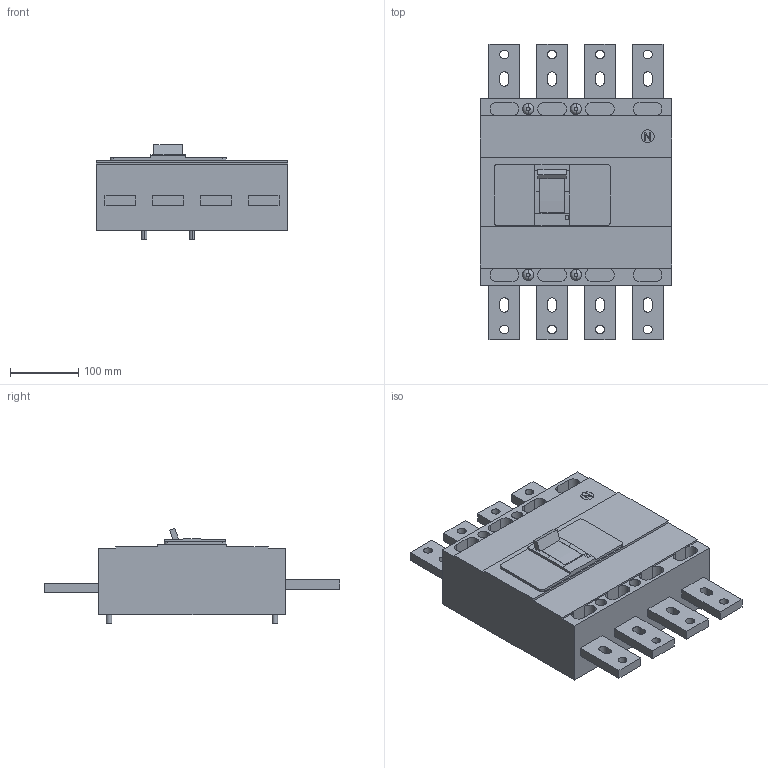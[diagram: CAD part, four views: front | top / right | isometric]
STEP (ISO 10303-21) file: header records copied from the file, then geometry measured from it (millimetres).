
FILE_DESCRIPTION(('CoCreate Modeling STEP Export'),'2;1');
FILE_NAME('Ｓ１０００ＣＥ４Ｆ.stp','2014-03-31T 8:10:14',(''),(''),'CoCreate Modeling STEP processor for AP214 (Solid Model)','CoCreate Modeling 17.0 01-Apr-2010 (C) Parametric Technology GmbH','');
FILE_SCHEMA(('AUTOMOTIVE_DESIGN { 1 0 10303 214 1 1 1 1 }'));
Length unit declared in the file: millimetre
Products named in the file (3): P1; P2.3; Ｓ１０００ＣＥ４Ｆ
Assembly tree (5 placements, depth 2):
  Ｓ１０００ＣＥ４Ｆ
    P2.3  x4
    P1
Bounding box: 280 x 433 x 139.18 mm (x, y, z)
Volume: 7561093.7 mm3; surface area: 444485.8 mm2
Topology: 5 solids, 5 shells, 306 faces, 796 edges, 528 vertices
Faces by surface type: plane 161, cylinder 129, torus 16
Entity records: 8674 total; most frequent: ORIENTED_EDGE 1496, CARTESIAN_POINT 1289, DIRECTION 1141, EDGE_CURVE 748, VERTEX_POINT 498, VECTOR 441, LINE 441, AXIS2_PLACEMENT_3D 350
